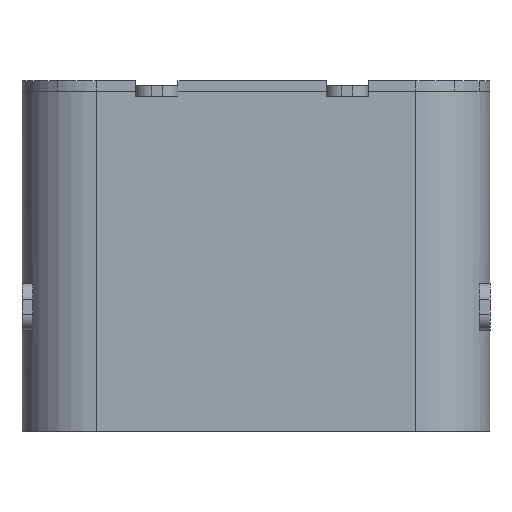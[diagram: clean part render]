
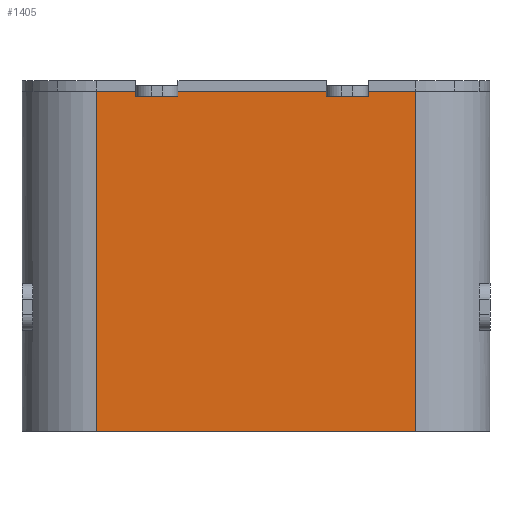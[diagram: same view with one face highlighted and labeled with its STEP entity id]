
A CAD part, top view. The second image highlights one B-rep face of the part: STEP entity #1405.
In plain terms, the highlighted planar face has unit normal (0, 0, 1).
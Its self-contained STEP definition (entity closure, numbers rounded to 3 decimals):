
#43=PLANE('',#1521);
#99=FACE_OUTER_BOUND('',#180,.T.);
#180=EDGE_LOOP('',(#1017,#1018,#1019,#1020));
#251=LINE('',#2049,#397);
#278=LINE('',#2131,#424);
#279=LINE('',#2134,#425);
#280=LINE('',#2135,#426);
#397=VECTOR('',#1635,10.);
#424=VECTOR('',#1714,10.);
#425=VECTOR('',#1717,10.);
#426=VECTOR('',#1718,10.);
#602=VERTEX_POINT('',#2046);
#603=VERTEX_POINT('',#2048);
#632=VERTEX_POINT('',#2129);
#633=VERTEX_POINT('',#2133);
#742=EDGE_CURVE('',#602,#603,#251,.T.);
#784=EDGE_CURVE('',#632,#602,#278,.T.);
#785=EDGE_CURVE('',#633,#632,#279,.T.);
#786=EDGE_CURVE('',#603,#633,#280,.T.);
#1017=ORIENTED_EDGE('',*,*,#742,.F.);
#1018=ORIENTED_EDGE('',*,*,#784,.F.);
#1019=ORIENTED_EDGE('',*,*,#785,.F.);
#1020=ORIENTED_EDGE('',*,*,#786,.F.);
#1405=ADVANCED_FACE('',(#99),#43,.T.);
#1521=AXIS2_PLACEMENT_3D('',#2132,#1715,#1716);
#1635=DIRECTION('',(0.,1.,0.));
#1714=DIRECTION('',(-1.,0.,0.));
#1715=DIRECTION('center_axis',(0.,0.,1.));
#1716=DIRECTION('ref_axis',(1.,0.,0.));
#1717=DIRECTION('',(0.,-1.,0.));
#1718=DIRECTION('',(1.,0.,0.));
#2046=CARTESIAN_POINT('',(1.3,0.,3.14));
#2048=CARTESIAN_POINT('',(1.3,6.43,3.14));
#2049=CARTESIAN_POINT('',(1.3,0.,3.14));
#2129=CARTESIAN_POINT('',(7.35,0.,3.14));
#2131=CARTESIAN_POINT('',(8.75,0.,3.14));
#2132=CARTESIAN_POINT('Origin',(-0.1,0.,3.14));
#2133=CARTESIAN_POINT('',(7.35,6.43,3.14));
#2134=CARTESIAN_POINT('',(7.35,0.,3.14));
#2135=CARTESIAN_POINT('',(8.75,6.43,3.14));
